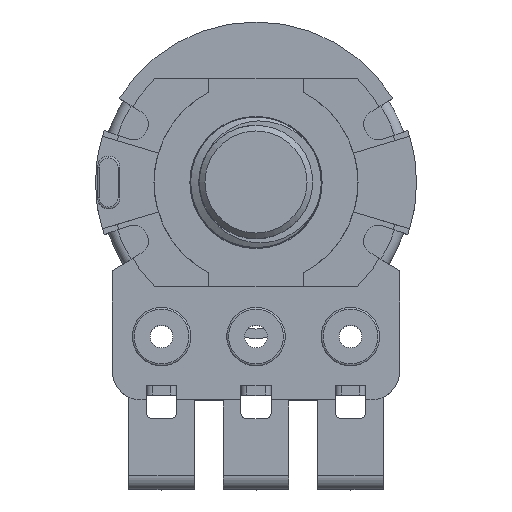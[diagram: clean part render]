
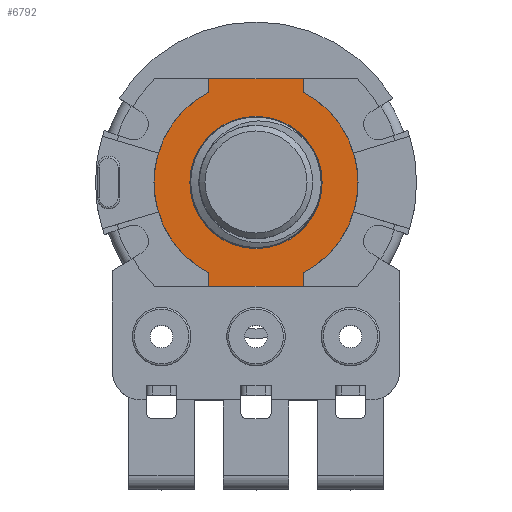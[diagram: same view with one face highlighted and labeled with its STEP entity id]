
A CAD part, top view. The second image highlights one B-rep face of the part: STEP entity #6792.
In plain terms, the highlighted planar face has unit normal (0, 0, 1).
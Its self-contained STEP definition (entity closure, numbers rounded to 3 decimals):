
#36=FACE_BOUND('',#775,.T.);
#106=PLANE('',#7241);
#384=FACE_OUTER_BOUND('',#774,.T.);
#774=EDGE_LOOP('',(#4849,#4850,#4851,#4852,#4853,#4854,#4855,#4856));
#775=EDGE_LOOP('',(#4857));
#1162=CIRCLE('',#7194,3.5);
#1170=CIRCLE('',#7212,5.4);
#1175=CIRCLE('',#7220,5.4);
#1592=LINE('',#11648,#2244);
#1594=LINE('',#11652,#2246);
#1596=LINE('',#11655,#2248);
#1597=LINE('',#11658,#2249);
#1599=LINE('',#11662,#2251);
#1601=LINE('',#11665,#2253);
#2244=VECTOR('',#8128,10.);
#2246=VECTOR('',#8132,10.);
#2248=VECTOR('',#8136,10.);
#2249=VECTOR('',#8139,10.);
#2251=VECTOR('',#8143,10.);
#2253=VECTOR('',#8147,10.);
#2882=VERTEX_POINT('',#11517);
#2908=VERTEX_POINT('',#11586);
#2909=VERTEX_POINT('',#11588);
#2915=VERTEX_POINT('',#11606);
#2916=VERTEX_POINT('',#11608);
#2927=VERTEX_POINT('',#11647);
#2928=VERTEX_POINT('',#11651);
#2929=VERTEX_POINT('',#11657);
#2930=VERTEX_POINT('',#11661);
#3591=EDGE_CURVE('',#2882,#2882,#1162,.T.);
#3624=EDGE_CURVE('',#2909,#2908,#1170,.T.);
#3634=EDGE_CURVE('',#2916,#2915,#1175,.T.);
#3654=EDGE_CURVE('',#2908,#2927,#1592,.T.);
#3656=EDGE_CURVE('',#2927,#2928,#1594,.T.);
#3658=EDGE_CURVE('',#2928,#2916,#1596,.T.);
#3659=EDGE_CURVE('',#2915,#2929,#1597,.T.);
#3661=EDGE_CURVE('',#2930,#2929,#1599,.T.);
#3663=EDGE_CURVE('',#2930,#2909,#1601,.T.);
#4849=ORIENTED_EDGE('',*,*,#3663,.T.);
#4850=ORIENTED_EDGE('',*,*,#3624,.T.);
#4851=ORIENTED_EDGE('',*,*,#3654,.T.);
#4852=ORIENTED_EDGE('',*,*,#3656,.T.);
#4853=ORIENTED_EDGE('',*,*,#3658,.T.);
#4854=ORIENTED_EDGE('',*,*,#3634,.T.);
#4855=ORIENTED_EDGE('',*,*,#3659,.T.);
#4856=ORIENTED_EDGE('',*,*,#3661,.F.);
#4857=ORIENTED_EDGE('',*,*,#3591,.T.);
#6792=ADVANCED_FACE('',(#384,#36),#106,.T.);
#7194=AXIS2_PLACEMENT_3D('',#11519,#8002,#8003);
#7212=AXIS2_PLACEMENT_3D('',#11589,#8063,#8064);
#7220=AXIS2_PLACEMENT_3D('',#11609,#8084,#8085);
#7241=AXIS2_PLACEMENT_3D('',#11666,#8148,#8149);
#8002=DIRECTION('center_axis',(0.,0.,-1.));
#8003=DIRECTION('ref_axis',(-1.,0.,0.));
#8063=DIRECTION('center_axis',(0.,0.,1.));
#8064=DIRECTION('ref_axis',(-0.463,0.886,0.));
#8084=DIRECTION('center_axis',(0.,0.,1.));
#8085=DIRECTION('ref_axis',(0.463,-0.886,0.));
#8128=DIRECTION('',(0.,-1.,0.));
#8132=DIRECTION('',(1.,0.,0.));
#8136=DIRECTION('',(0.,1.,0.));
#8139=DIRECTION('',(0.,1.,0.));
#8143=DIRECTION('',(1.,0.,0.));
#8147=DIRECTION('',(0.,-1.,0.));
#8148=DIRECTION('center_axis',(0.,0.,1.));
#8149=DIRECTION('ref_axis',(1.,0.,0.));
#11517=CARTESIAN_POINT('',(3.5,0.,10.7));
#11519=CARTESIAN_POINT('Origin',(0.,0.,10.7));
#11586=CARTESIAN_POINT('',(-2.5,-4.786,10.7));
#11588=CARTESIAN_POINT('',(-2.5,4.786,10.7));
#11589=CARTESIAN_POINT('Origin',(0.,0.,10.7));
#11606=CARTESIAN_POINT('',(2.5,4.786,10.7));
#11608=CARTESIAN_POINT('',(2.5,-4.786,10.7));
#11609=CARTESIAN_POINT('Origin',(0.,0.,10.7));
#11647=CARTESIAN_POINT('',(-2.5,-5.5,10.7));
#11648=CARTESIAN_POINT('',(-2.5,-4.786,10.7));
#11651=CARTESIAN_POINT('',(2.5,-5.5,10.7));
#11652=CARTESIAN_POINT('',(-10.,-5.5,10.7));
#11655=CARTESIAN_POINT('',(2.5,-5.5,10.7));
#11657=CARTESIAN_POINT('',(2.5,5.5,10.7));
#11658=CARTESIAN_POINT('',(2.5,4.786,10.7));
#11661=CARTESIAN_POINT('',(-2.5,5.5,10.7));
#11662=CARTESIAN_POINT('',(-10.,5.5,10.7));
#11665=CARTESIAN_POINT('',(-2.5,5.5,10.7));
#11666=CARTESIAN_POINT('Origin',(0.,0.,10.7));
